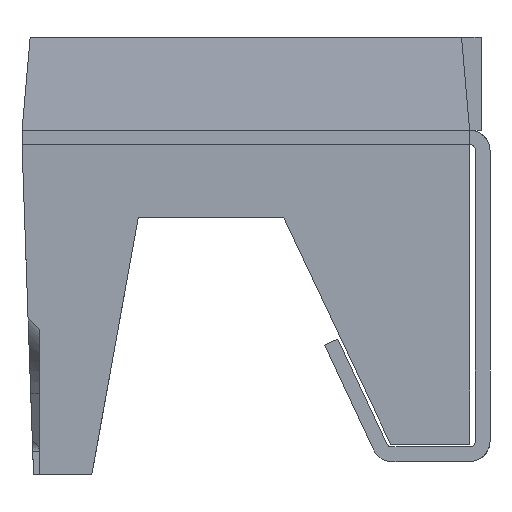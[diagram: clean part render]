
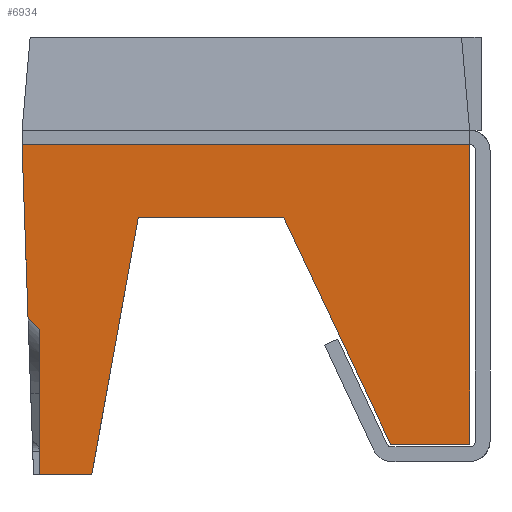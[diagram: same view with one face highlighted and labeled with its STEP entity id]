
A CAD part, left-side view. The second image highlights one B-rep face of the part: STEP entity #6934.
In plain terms, the highlighted free-form (B-spline) face has degree [1, 1] with [2, 2] control points.
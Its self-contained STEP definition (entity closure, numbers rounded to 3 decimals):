
#6934 = ADVANCED_FACE('',(#6935),#6949,.T.);
#6935 = FACE_BOUND('',#6936,.T.);
#6936 = EDGE_LOOP('',(#6937,#6959,#6974,#6989,#7004,#7019,#7034,#7049,
    #7064,#7079));
#6937 = ORIENTED_EDGE('',*,*,#6938,.T.);
#6938 = EDGE_CURVE('',#6939,#6941,#6943,.T.);
#6939 = VERTEX_POINT('',#6940);
#6940 = CARTESIAN_POINT('',(-1.944,1.3,-2.515));
#6941 = VERTEX_POINT('',#6942);
#6942 = CARTESIAN_POINT('',(-1.901,1.3,-3.765));
#6943 = SURFACE_CURVE('',#6944,(#6948),.PCURVE_S1.);
#6944 = LINE('',#6945,#6946);
#6945 = CARTESIAN_POINT('',(-1.944,1.3,-2.515));
#6946 = VECTOR('',#6947,1.);
#6947 = DIRECTION('',(0.035,0.,-0.999));
#6948 = PCURVE('',#6949,#6954);
#6949 = B_SPLINE_SURFACE_WITH_KNOTS('',1,1,(
    (#6950,#6951)
    ,(#6952,#6953
    )),.UNSPECIFIED.,.F.,.F.,.F.,(2,2),(2,2),(0.,1.),(0.,1.),
  .PIECEWISE_BEZIER_KNOTS.);
#6950 = CARTESIAN_POINT('',(-1.901,-2.4,-3.765));
#6951 = CARTESIAN_POINT('',(-1.901,1.45,-3.765));
#6952 = CARTESIAN_POINT('',(-2.,-2.4,-0.925));
#6953 = CARTESIAN_POINT('',(-2.,1.45,-0.925));
#6954 = DEFINITIONAL_REPRESENTATION('',(#6955),#6958);
#6955 = B_SPLINE_CURVE_WITH_KNOTS('',1,(#6956,#6957),.UNSPECIFIED.,.F.,
  .F.,(2,2),(0.,1.251),.PIECEWISE_BEZIER_KNOTS.);
#6956 = CARTESIAN_POINT('',(0.44,0.961));
#6957 = CARTESIAN_POINT('',(0.,0.961));
#6958 = ( GEOMETRIC_REPRESENTATION_CONTEXT(2) 
PARAMETRIC_REPRESENTATION_CONTEXT() REPRESENTATION_CONTEXT('2D SPACE',''
  ) );
#6959 = ORIENTED_EDGE('',*,*,#6960,.T.);
#6960 = EDGE_CURVE('',#6941,#6961,#6963,.T.);
#6961 = VERTEX_POINT('',#6962);
#6962 = CARTESIAN_POINT('',(-1.901,0.85,-3.765));
#6963 = SURFACE_CURVE('',#6964,(#6968),.PCURVE_S1.);
#6964 = LINE('',#6965,#6966);
#6965 = CARTESIAN_POINT('',(-1.901,1.3,-3.765));
#6966 = VECTOR('',#6967,1.);
#6967 = DIRECTION('',(0.,-1.,0.));
#6968 = PCURVE('',#6949,#6969);
#6969 = DEFINITIONAL_REPRESENTATION('',(#6970),#6973);
#6970 = B_SPLINE_CURVE_WITH_KNOTS('',1,(#6971,#6972),.UNSPECIFIED.,.F.,
  .F.,(2,2),(0.,0.45),.PIECEWISE_BEZIER_KNOTS.);
#6971 = CARTESIAN_POINT('',(0.,0.961));
#6972 = CARTESIAN_POINT('',(0.,0.844));
#6973 = ( GEOMETRIC_REPRESENTATION_CONTEXT(2) 
PARAMETRIC_REPRESENTATION_CONTEXT() REPRESENTATION_CONTEXT('2D SPACE',''
  ) );
#6974 = ORIENTED_EDGE('',*,*,#6975,.T.);
#6975 = EDGE_CURVE('',#6961,#6976,#6978,.T.);
#6976 = VERTEX_POINT('',#6977);
#6977 = CARTESIAN_POINT('',(-1.978,0.45,-1.55));
#6978 = SURFACE_CURVE('',#6979,(#6983),.PCURVE_S1.);
#6979 = LINE('',#6980,#6981);
#6980 = CARTESIAN_POINT('',(-1.901,0.85,-3.765));
#6981 = VECTOR('',#6982,1.);
#6982 = DIRECTION('',(-0.034,-0.178,0.984
    ));
#6983 = PCURVE('',#6949,#6984);
#6984 = DEFINITIONAL_REPRESENTATION('',(#6985),#6988);
#6985 = B_SPLINE_CURVE_WITH_KNOTS('',1,(#6986,#6987),.UNSPECIFIED.,.F.,
  .F.,(2,2),(0.,2.252),.PIECEWISE_BEZIER_KNOTS.);
#6986 = CARTESIAN_POINT('',(0.,0.844));
#6987 = CARTESIAN_POINT('',(0.78,0.74));
#6988 = ( GEOMETRIC_REPRESENTATION_CONTEXT(2) 
PARAMETRIC_REPRESENTATION_CONTEXT() REPRESENTATION_CONTEXT('2D SPACE',''
  ) );
#6989 = ORIENTED_EDGE('',*,*,#6990,.T.);
#6990 = EDGE_CURVE('',#6976,#6991,#6993,.T.);
#6991 = VERTEX_POINT('',#6992);
#6992 = CARTESIAN_POINT('',(-1.978,-0.8,-1.55));
#6993 = SURFACE_CURVE('',#6994,(#6998),.PCURVE_S1.);
#6994 = LINE('',#6995,#6996);
#6995 = CARTESIAN_POINT('',(-1.978,0.45,-1.55));
#6996 = VECTOR('',#6997,1.);
#6997 = DIRECTION('',(0.,-1.,0.));
#6998 = PCURVE('',#6949,#6999);
#6999 = DEFINITIONAL_REPRESENTATION('',(#7000),#7003);
#7000 = B_SPLINE_CURVE_WITH_KNOTS('',1,(#7001,#7002),.UNSPECIFIED.,.F.,
  .F.,(2,2),(0.,1.25),.PIECEWISE_BEZIER_KNOTS.);
#7001 = CARTESIAN_POINT('',(0.78,0.74));
#7002 = CARTESIAN_POINT('',(0.78,0.416));
#7003 = ( GEOMETRIC_REPRESENTATION_CONTEXT(2) 
PARAMETRIC_REPRESENTATION_CONTEXT() REPRESENTATION_CONTEXT('2D SPACE',''
  ) );
#7004 = ORIENTED_EDGE('',*,*,#7005,.T.);
#7005 = EDGE_CURVE('',#6991,#7006,#7008,.T.);
#7006 = VERTEX_POINT('',#7007);
#7007 = CARTESIAN_POINT('',(-1.91,-1.72,-3.5));
#7008 = SURFACE_CURVE('',#7009,(#7013),.PCURVE_S1.);
#7009 = LINE('',#7010,#7011);
#7010 = CARTESIAN_POINT('',(-1.978,-0.8,-1.55));
#7011 = VECTOR('',#7012,1.);
#7012 = DIRECTION('',(0.032,-0.426,
    -0.904));
#7013 = PCURVE('',#6949,#7014);
#7014 = DEFINITIONAL_REPRESENTATION('',(#7015),#7018);
#7015 = B_SPLINE_CURVE_WITH_KNOTS('',1,(#7016,#7017),.UNSPECIFIED.,.F.,
  .F.,(2,2),(0.,2.157),.PIECEWISE_BEZIER_KNOTS.);
#7016 = CARTESIAN_POINT('',(0.78,0.416));
#7017 = CARTESIAN_POINT('',(0.093,0.177));
#7018 = ( GEOMETRIC_REPRESENTATION_CONTEXT(2) 
PARAMETRIC_REPRESENTATION_CONTEXT() REPRESENTATION_CONTEXT('2D SPACE',''
  ) );
#7019 = ORIENTED_EDGE('',*,*,#7020,.T.);
#7020 = EDGE_CURVE('',#7006,#7021,#7023,.T.);
#7021 = VERTEX_POINT('',#7022);
#7022 = CARTESIAN_POINT('',(-1.91,-2.4,-3.5));
#7023 = SURFACE_CURVE('',#7024,(#7028),.PCURVE_S1.);
#7024 = LINE('',#7025,#7026);
#7025 = CARTESIAN_POINT('',(-1.91,-1.72,-3.5));
#7026 = VECTOR('',#7027,1.);
#7027 = DIRECTION('',(0.,-1.,0.));
#7028 = PCURVE('',#6949,#7029);
#7029 = DEFINITIONAL_REPRESENTATION('',(#7030),#7033);
#7030 = B_SPLINE_CURVE_WITH_KNOTS('',1,(#7031,#7032),.UNSPECIFIED.,.F.,
  .F.,(2,2),(0.,0.68),.PIECEWISE_BEZIER_KNOTS.);
#7031 = CARTESIAN_POINT('',(0.093,0.177));
#7032 = CARTESIAN_POINT('',(0.093,0.));
#7033 = ( GEOMETRIC_REPRESENTATION_CONTEXT(2) 
PARAMETRIC_REPRESENTATION_CONTEXT() REPRESENTATION_CONTEXT('2D SPACE',''
  ) );
#7034 = ORIENTED_EDGE('',*,*,#7035,.T.);
#7035 = EDGE_CURVE('',#7021,#7036,#7038,.T.);
#7036 = VERTEX_POINT('',#7037);
#7037 = CARTESIAN_POINT('',(-2.,-2.4,-0.925));
#7038 = SURFACE_CURVE('',#7039,(#7043),.PCURVE_S1.);
#7039 = LINE('',#7040,#7041);
#7040 = CARTESIAN_POINT('',(-1.91,-2.4,-3.5));
#7041 = VECTOR('',#7042,1.);
#7042 = DIRECTION('',(-0.035,0.,0.999));
#7043 = PCURVE('',#6949,#7044);
#7044 = DEFINITIONAL_REPRESENTATION('',(#7045),#7048);
#7045 = B_SPLINE_CURVE_WITH_KNOTS('',1,(#7046,#7047),.UNSPECIFIED.,.F.,
  .F.,(2,2),(0.,2.577),.PIECEWISE_BEZIER_KNOTS.);
#7046 = CARTESIAN_POINT('',(0.093,0.));
#7047 = CARTESIAN_POINT('',(1.,0.));
#7048 = ( GEOMETRIC_REPRESENTATION_CONTEXT(2) 
PARAMETRIC_REPRESENTATION_CONTEXT() REPRESENTATION_CONTEXT('2D SPACE',''
  ) );
#7049 = ORIENTED_EDGE('',*,*,#7050,.T.);
#7050 = EDGE_CURVE('',#7036,#7051,#7053,.T.);
#7051 = VERTEX_POINT('',#7052);
#7052 = CARTESIAN_POINT('',(-2.,1.45,-0.925));
#7053 = SURFACE_CURVE('',#7054,(#7058),.PCURVE_S1.);
#7054 = LINE('',#7055,#7056);
#7055 = CARTESIAN_POINT('',(-2.,-2.4,-0.925));
#7056 = VECTOR('',#7057,1.);
#7057 = DIRECTION('',(0.,1.,0.));
#7058 = PCURVE('',#6949,#7059);
#7059 = DEFINITIONAL_REPRESENTATION('',(#7060),#7063);
#7060 = B_SPLINE_CURVE_WITH_KNOTS('',1,(#7061,#7062),.UNSPECIFIED.,.F.,
  .F.,(2,2),(0.,3.85),.PIECEWISE_BEZIER_KNOTS.);
#7061 = CARTESIAN_POINT('',(1.,0.));
#7062 = CARTESIAN_POINT('',(1.,1.));
#7063 = ( GEOMETRIC_REPRESENTATION_CONTEXT(2) 
PARAMETRIC_REPRESENTATION_CONTEXT() REPRESENTATION_CONTEXT('2D SPACE',''
  ) );
#7064 = ORIENTED_EDGE('',*,*,#7065,.T.);
#7065 = EDGE_CURVE('',#7051,#7066,#7068,.T.);
#7066 = VERTEX_POINT('',#7067);
#7067 = CARTESIAN_POINT('',(-1.948,1.398,-2.417));
#7068 = SURFACE_CURVE('',#7069,(#7073),.PCURVE_S1.);
#7069 = LINE('',#7070,#7071);
#7070 = CARTESIAN_POINT('',(-2.,1.45,-0.925));
#7071 = VECTOR('',#7072,1.);
#7072 = DIRECTION('',(0.035,-0.035,
    -0.999));
#7073 = PCURVE('',#6949,#7074);
#7074 = DEFINITIONAL_REPRESENTATION('',(#7075),#7078);
#7075 = B_SPLINE_CURVE_WITH_KNOTS('',1,(#7076,#7077),.UNSPECIFIED.,.F.,
  .F.,(2,2),(0.,1.494),.PIECEWISE_BEZIER_KNOTS.);
#7076 = CARTESIAN_POINT('',(1.,1.));
#7077 = CARTESIAN_POINT('',(0.475,0.986));
#7078 = ( GEOMETRIC_REPRESENTATION_CONTEXT(2) 
PARAMETRIC_REPRESENTATION_CONTEXT() REPRESENTATION_CONTEXT('2D SPACE',''
  ) );
#7079 = ORIENTED_EDGE('',*,*,#7080,.T.);
#7080 = EDGE_CURVE('',#7066,#6939,#7081,.T.);
#7081 = SURFACE_CURVE('',#7082,(#7086),.PCURVE_S1.);
#7082 = LINE('',#7083,#7084);
#7083 = CARTESIAN_POINT('',(-1.948,1.398,-2.417));
#7084 = VECTOR('',#7085,1.);
#7085 = DIRECTION('',(0.025,-0.707,
    -0.707));
#7086 = PCURVE('',#6949,#7087);
#7087 = DEFINITIONAL_REPRESENTATION('',(#7088),#7091);
#7088 = B_SPLINE_CURVE_WITH_KNOTS('',1,(#7089,#7090),.UNSPECIFIED.,.F.,
  .F.,(2,2),(0.,0.138),.PIECEWISE_BEZIER_KNOTS.);
#7089 = CARTESIAN_POINT('',(0.475,0.986));
#7090 = CARTESIAN_POINT('',(0.44,0.961));
#7091 = ( GEOMETRIC_REPRESENTATION_CONTEXT(2) 
PARAMETRIC_REPRESENTATION_CONTEXT() REPRESENTATION_CONTEXT('2D SPACE',''
  ) );
